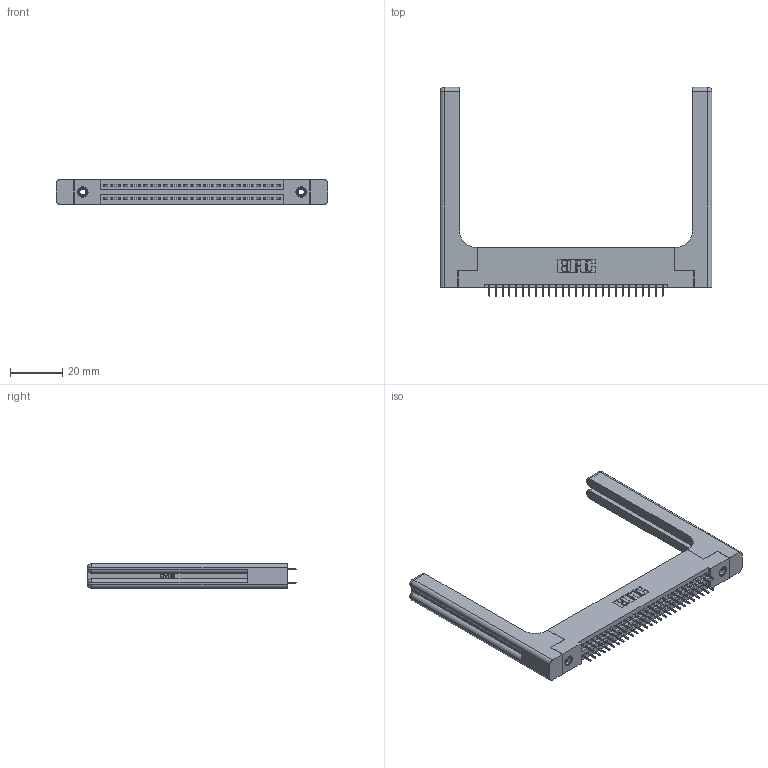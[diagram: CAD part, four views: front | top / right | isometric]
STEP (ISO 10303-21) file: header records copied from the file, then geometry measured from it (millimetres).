
FILE_DESCRIPTION (( 'STEP AP203' ), '1' );
FILE_NAME ('395-054-525-258.STEP', '2020-09-24T13:02:53', ( '' ), ( '' ), 'SwSTEP 2.0', 'SolidWorks 2020', '' );
FILE_SCHEMA (( 'CONFIG_CONTROL_DESIGN' ));
Length unit declared in the file: inch
Products named in the file (5): 345-220-058_345-220-058; 345-292-001_345-293-125; 395-054-525-258; 345 Part_Flush Mounting Lugs - 0.156 Dia-TH; 345-250-001_345-250-001-102
Assembly tree (59 placements, depth 2):
  395-054-525-258
    345 Part_Flush Mounting Lugs - 0.156 Dia-TH
    345-292-001_345-293-125  x54
    345-250-001_345-250-001-102  x2
    345-220-058_345-220-058  x2
Bounding box: 103.61 x 79.68 x 9.4 mm (x, y, z)
Volume: 18311.4 mm3; surface area: 19040.3 mm2
Topology: 59 solids, 59 shells, 3298 faces, 9269 edges, 5942 vertices
Faces by surface type: plane 2334, cylinder 904, bspline 36, cone 12, sphere 8, torus 4
Entity records: 28460 total; most frequent: CARTESIAN_POINT 5777, ORIENTED_EDGE 4508, DIRECTION 4046, EDGE_CURVE 2254, VECTOR 1926, LINE 1926, VERTEX_POINT 1490, AXIS2_PLACEMENT_3D 1060
